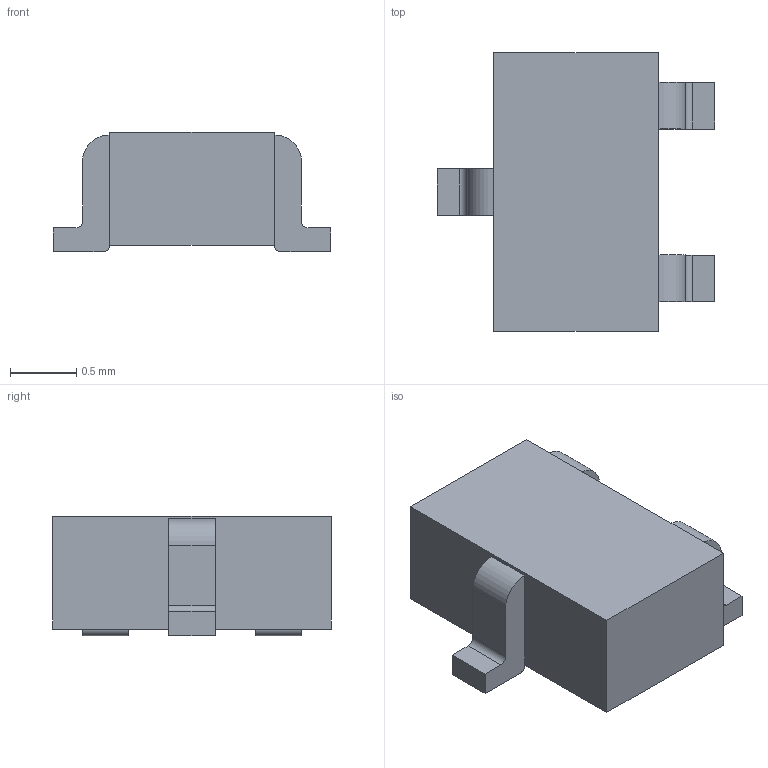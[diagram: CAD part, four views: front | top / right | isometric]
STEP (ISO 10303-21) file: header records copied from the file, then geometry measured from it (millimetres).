
FILE_DESCRIPTION((''),'2;1');
FILE_NAME('SOT323_ONSEMI','2010-10-06T',('Wiebke'),(''),'PRO/ENGINEER BY PARAMETRIC TECHNOLOGY CORPORATION, 2008400','PRO/ENGINEER BY PARAMETRIC TECHNOLOGY CORPORATION, 2008400','');
FILE_SCHEMA(('AUTOMOTIVE_DESIGN_CC2 { 1 2 10303 214 -1 1 5 2 }'));
Length unit declared in the file: millimetre
Products named in the file (1): SOT323_ONSEMI
Bounding box: 2.09 x 2.1 x 0.9 mm (x, y, z)
Volume: 2.4 mm3; surface area: 13 mm2
Topology: 1 solids, 1 shells, 36 faces, 96 edges, 62 vertices
Faces by surface type: plane 27, cylinder 9
Entity records: 1559 total; most frequent: CARTESIAN_POINT 198, DIRECTION 194, ORIENTED_EDGE 192, PRESENTATION_STYLE_ASSIGNMENT 107, STYLED_ITEM 101, CURVE_STYLE 100, EDGE_CURVE 96, VECTOR 78
